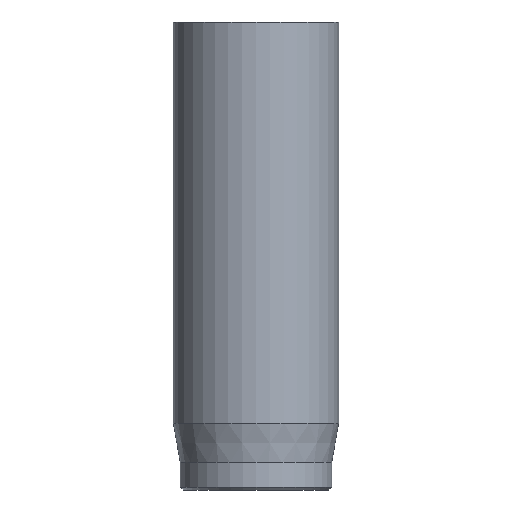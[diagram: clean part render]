
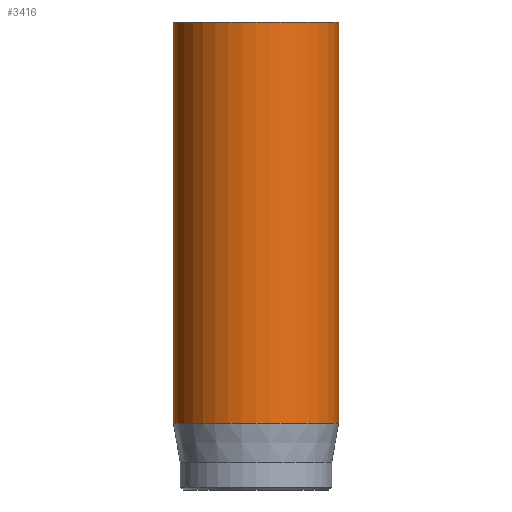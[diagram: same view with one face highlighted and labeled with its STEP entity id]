
A CAD part, front view. The second image highlights one B-rep face of the part: STEP entity #3416.
In plain terms, the highlighted cylindrical face has radius 3 mm (diameter 6 mm), a full revolution.
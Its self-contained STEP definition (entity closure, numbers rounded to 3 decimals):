
#32=CYLINDRICAL_SURFACE('',#3603,3.);
#47=CIRCLE('',#3571,3.);
#63=CIRCLE('',#3601,3.);
#64=CIRCLE('',#3602,3.);
#276=FACE_OUTER_BOUND('',#485,.T.);
#485=EDGE_LOOP('',(#2797,#2798,#2799,#2800,#2801));
#698=LINE('',#6031,#921);
#921=VECTOR('',#3908,3.);
#1472=VERTEX_POINT('',#5971);
#1488=VERTEX_POINT('',#6025);
#1489=VERTEX_POINT('',#6026);
#1921=EDGE_CURVE('',#1472,#1472,#47,.T.);
#1945=EDGE_CURVE('',#1488,#1489,#63,.T.);
#1946=EDGE_CURVE('',#1489,#1488,#64,.T.);
#1948=EDGE_CURVE('',#1472,#1488,#698,.T.);
#2797=ORIENTED_EDGE('',*,*,#1921,.T.);
#2798=ORIENTED_EDGE('',*,*,#1948,.T.);
#2799=ORIENTED_EDGE('',*,*,#1945,.T.);
#2800=ORIENTED_EDGE('',*,*,#1946,.T.);
#2801=ORIENTED_EDGE('',*,*,#1948,.F.);
#3416=ADVANCED_FACE('',(#276),#32,.T.);
#3571=AXIS2_PLACEMENT_3D('',#5972,#3833,#3834);
#3601=AXIS2_PLACEMENT_3D('',#6027,#3901,#3902);
#3602=AXIS2_PLACEMENT_3D('',#6028,#3903,#3904);
#3603=AXIS2_PLACEMENT_3D('',#6030,#3906,#3907);
#3833=DIRECTION('center_axis',(0.,0.,-1.));
#3834=DIRECTION('ref_axis',(-1.,0.,0.));
#3901=DIRECTION('center_axis',(0.,0.,1.));
#3902=DIRECTION('ref_axis',(-1.,0.,0.));
#3903=DIRECTION('center_axis',(0.,0.,1.));
#3904=DIRECTION('ref_axis',(-1.,0.,0.));
#3906=DIRECTION('center_axis',(0.,0.,1.));
#3907=DIRECTION('ref_axis',(-1.,0.,0.));
#3908=DIRECTION('',(0.,0.,-1.));
#5971=CARTESIAN_POINT('',(3.,0.,17.));
#5972=CARTESIAN_POINT('Origin',(0.,0.,17.));
#6025=CARTESIAN_POINT('',(3.,0.,2.418));
#6026=CARTESIAN_POINT('',(-3.,0.,2.418));
#6027=CARTESIAN_POINT('Origin',(0.,0.,2.418));
#6028=CARTESIAN_POINT('Origin',(0.,0.,2.418));
#6030=CARTESIAN_POINT('Origin',(0.,0.,0.));
#6031=CARTESIAN_POINT('',(3.,0.,0.));
